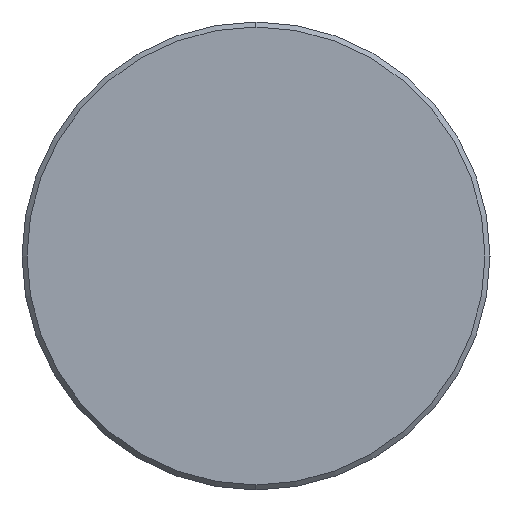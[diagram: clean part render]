
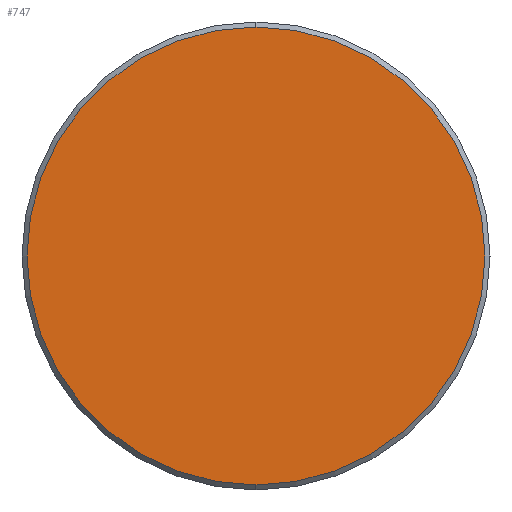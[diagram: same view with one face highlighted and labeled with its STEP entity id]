
A CAD part, left-side view. The second image highlights one B-rep face of the part: STEP entity #747.
In plain terms, the highlighted planar face has unit normal (-1, 0, 0).
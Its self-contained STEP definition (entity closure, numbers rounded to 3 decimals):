
#33 = PLANE ( 'NONE',  #493 ) ;
#110 = VERTEX_POINT ( 'NONE', #601 ) ;
#123 = CARTESIAN_POINT ( 'NONE',  ( 0., 0., 13.7 ) ) ;
#146 = DIRECTION ( 'NONE',  ( 0., 0., 1. ) ) ;
#162 = DIRECTION ( 'NONE',  ( 0., 0., -1. ) ) ;
#221 = DIRECTION ( 'NONE',  ( -1., 0., 0. ) ) ;
#226 = FACE_OUTER_BOUND ( 'NONE', #485, .T. ) ;
#228 = ORIENTED_EDGE ( 'NONE', *, *, #562, .T. ) ;
#240 = ORIENTED_EDGE ( 'NONE', *, *, #519, .T. ) ;
#269 = CARTESIAN_POINT ( 'NONE',  ( 0., 0., 0. ) ) ;
#313 = VERTEX_POINT ( 'NONE', #123 ) ;
#353 = CARTESIAN_POINT ( 'NONE',  ( 0., 0., 0. ) ) ;
#354 = AXIS2_PLACEMENT_3D ( 'NONE', #530, #221, #146 ) ;
#418 = CIRCLE ( 'NONE', #754, 13.7 ) ;
#471 = DIRECTION ( 'NONE',  ( -1., 0., 0. ) ) ;
#485 = EDGE_LOOP ( 'NONE', ( #240, #228 ) ) ;
#493 = AXIS2_PLACEMENT_3D ( 'NONE', #353, #726, #162 ) ;
#519 = EDGE_CURVE ( 'NONE', #110, #313, #699, .T. ) ;
#530 = CARTESIAN_POINT ( 'NONE',  ( 0., 0., 0. ) ) ;
#533 = DIRECTION ( 'NONE',  ( 0., 0., 1. ) ) ;
#562 = EDGE_CURVE ( 'NONE', #313, #110, #418, .T. ) ;
#601 = CARTESIAN_POINT ( 'NONE',  ( 0., 0., -13.7 ) ) ;
#699 = CIRCLE ( 'NONE', #354, 13.7 ) ;
#726 = DIRECTION ( 'NONE',  ( 1., 0., 0. ) ) ;
#747 = ADVANCED_FACE ( 'NONE', ( #226 ), #33, .F. ) ;
#754 = AXIS2_PLACEMENT_3D ( 'NONE', #269, #471, #533 ) ;
